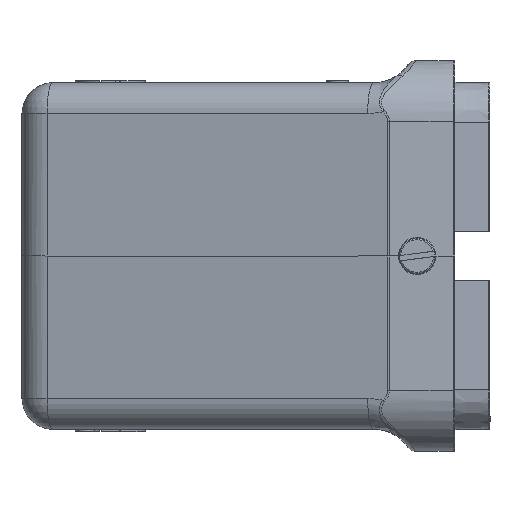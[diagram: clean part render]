
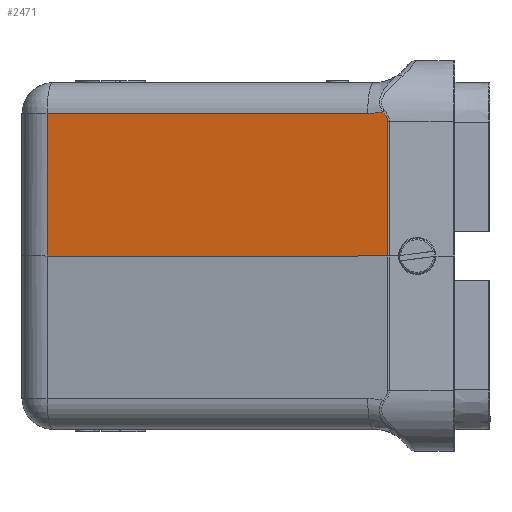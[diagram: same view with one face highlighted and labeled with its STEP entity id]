
A CAD part, left-side view. The second image highlights one B-rep face of the part: STEP entity #2471.
In plain terms, the highlighted planar face has unit normal (-0.982, 0.191, 0.009).
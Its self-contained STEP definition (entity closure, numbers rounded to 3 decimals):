
#251=ELLIPSE('',#7695,16.809,16.5);
#385=FACE_OUTER_BOUND('',#3207,.T.);
#683=PLANE('',#7696);
#1148=LINE('',#11215,#1850);
#1174=LINE('',#11400,#1876);
#1175=LINE('',#11401,#1877);
#1176=LINE('',#11403,#1878);
#1850=VECTOR('',#8783,1.);
#1876=VECTOR('',#8899,1.);
#1877=VECTOR('',#8900,1.);
#1878=VECTOR('',#8901,1.);
#2471=ADVANCED_FACE('NONE',(#385),#683,.T.);
#3207=EDGE_LOOP('',(#4356,#4357,#4358,#4359,#4360,#4361));
#4356=ORIENTED_EDGE('',*,*,#6693,.T.);
#4357=ORIENTED_EDGE('',*,*,#6694,.T.);
#4358=ORIENTED_EDGE('',*,*,#6695,.T.);
#4359=ORIENTED_EDGE('',*,*,#6634,.F.);
#4360=ORIENTED_EDGE('',*,*,#6696,.T.);
#4361=ORIENTED_EDGE('',*,*,#6697,.T.);
#5851=VERTEX_POINT('',#11212);
#5852=VERTEX_POINT('',#11214);
#5892=VERTEX_POINT('',#11396);
#5893=VERTEX_POINT('',#11397);
#5894=VERTEX_POINT('',#11399);
#5895=VERTEX_POINT('',#11402);
#6634=EDGE_CURVE('NONE',#5852,#5851,#1148,.T.);
#6693=EDGE_CURVE('NONE',#5892,#5893,#7335,.T.);
#6694=EDGE_CURVE('NONE',#5893,#5894,#251,.T.);
#6695=EDGE_CURVE('NONE',#5894,#5851,#1174,.T.);
#6696=EDGE_CURVE('NONE',#5852,#5895,#1175,.T.);
#6697=EDGE_CURVE('NONE',#5895,#5892,#1176,.T.);
#7335=CIRCLE('',#7694,3.295);
#7694=AXIS2_PLACEMENT_3D('',#11395,#8895,#8896);
#7695=AXIS2_PLACEMENT_3D('',#11398,#8897,#8898);
#7696=AXIS2_PLACEMENT_3D('',#11404,#8902,#8903);
#8783=DIRECTION('',(0.009,0.,1.));
#8895=DIRECTION('',(-0.982,0.191,0.009));
#8896=DIRECTION('',(0.191,0.982,0.));
#8897=DIRECTION('',(0.982,-0.191,-0.009));
#8898=DIRECTION('',(0.191,0.981,0.045));
#8899=DIRECTION('',(0.191,0.982,0.));
#8900=DIRECTION('',(-0.191,-0.982,0.));
#8901=DIRECTION('',(0.009,-0.001,1.));
#8902=DIRECTION('',(-0.982,0.191,0.009));
#8903=DIRECTION('',(-0.191,-0.982,0.));
#11212=CARTESIAN_POINT('',(-50.18,92.336,32.311));
#11214=CARTESIAN_POINT('',(-50.467,92.336,0.));
#11215=CARTESIAN_POINT('',(-50.819,92.336,-39.563));
#11395=CARTESIAN_POINT('',(-64.575,18.381,30.12));
#11396=CARTESIAN_POINT('',(-65.199,15.161,30.372));
#11397=CARTESIAN_POINT('',(-64.955,16.307,32.66));
#11398=CARTESIAN_POINT('',(-64.152,19.702,48.811));
#11399=CARTESIAN_POINT('',(-64.299,19.702,32.311));
#11400=CARTESIAN_POINT('',(-49.09,97.946,32.311));
#11401=CARTESIAN_POINT('',(-49.366,98.,0.));
#11402=CARTESIAN_POINT('',(-65.463,15.189,0.));
#11403=CARTESIAN_POINT('',(-65.463,15.189,0.071));
#11404=CARTESIAN_POINT('',(-49.366,98.,0.));
